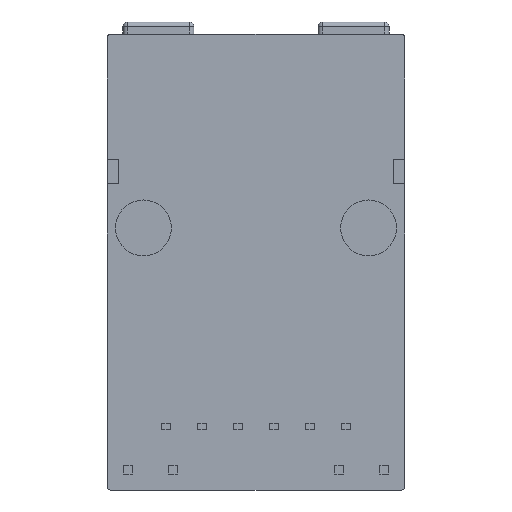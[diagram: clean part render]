
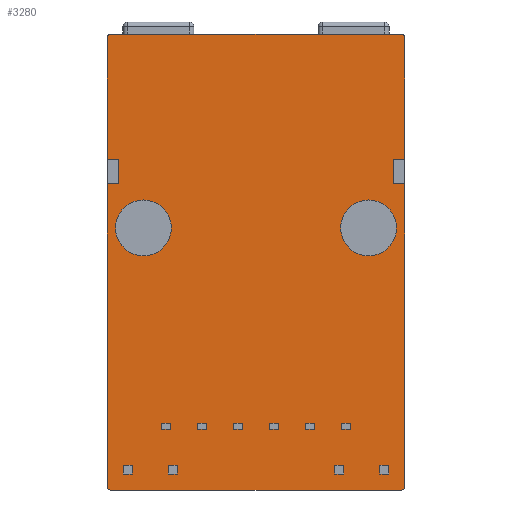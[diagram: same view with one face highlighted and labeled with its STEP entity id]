
A CAD part, front view. The second image highlights one B-rep face of the part: STEP entity #3280.
In plain terms, the highlighted planar face has unit normal (0, -1, 0).
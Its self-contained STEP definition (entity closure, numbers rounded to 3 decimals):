
#99=CIRCLE('',#3534,0.2);
#100=CIRCLE('',#3535,0.2);
#101=CIRCLE('',#3536,0.2);
#102=CIRCLE('',#3537,0.2);
#166=FACE_OUTER_BOUND('',#383,.T.);
#383=EDGE_LOOP('',(#2229,#2230,#2231,#2232,#2233,#2234,#2235,#2236,#2237,
#2238,#2239,#2240,#2241,#2242,#2243,#2244));
#599=LINE('',#4766,#1009);
#620=LINE('',#4807,#1030);
#624=LINE('',#4815,#1034);
#627=LINE('',#4821,#1037);
#631=LINE('',#4829,#1041);
#632=LINE('',#4834,#1042);
#633=LINE('',#4836,#1043);
#634=LINE('',#4838,#1044);
#635=LINE('',#4840,#1045);
#636=LINE('',#4842,#1046);
#637=LINE('',#4846,#1047);
#638=LINE('',#4849,#1048);
#1009=VECTOR('',#3810,10.);
#1030=VECTOR('',#3843,10.);
#1034=VECTOR('',#3849,10.);
#1037=VECTOR('',#3854,10.);
#1041=VECTOR('',#3862,10.);
#1042=VECTOR('',#3867,10.);
#1043=VECTOR('',#3868,10.);
#1044=VECTOR('',#3869,10.);
#1045=VECTOR('',#3870,10.);
#1046=VECTOR('',#3871,10.);
#1047=VECTOR('',#3874,10.);
#1048=VECTOR('',#3877,10.);
#1417=VERTEX_POINT('',#4762);
#1419=VERTEX_POINT('',#4765);
#1432=VERTEX_POINT('',#4805);
#1433=VERTEX_POINT('',#4806);
#1436=VERTEX_POINT('',#4814);
#1438=VERTEX_POINT('',#4820);
#1440=VERTEX_POINT('',#4828);
#1441=VERTEX_POINT('',#4831);
#1442=VERTEX_POINT('',#4833);
#1443=VERTEX_POINT('',#4835);
#1444=VERTEX_POINT('',#4837);
#1445=VERTEX_POINT('',#4839);
#1446=VERTEX_POINT('',#4841);
#1447=VERTEX_POINT('',#4843);
#1448=VERTEX_POINT('',#4845);
#1449=VERTEX_POINT('',#4847);
#1715=EDGE_CURVE('',#1419,#1417,#599,.T.);
#1736=EDGE_CURVE('',#1432,#1433,#620,.T.);
#1740=EDGE_CURVE('',#1433,#1436,#624,.T.);
#1743=EDGE_CURVE('',#1436,#1438,#627,.T.);
#1747=EDGE_CURVE('',#1438,#1440,#631,.T.);
#1748=EDGE_CURVE('',#1419,#1440,#99,.T.);
#1749=EDGE_CURVE('',#1441,#1417,#100,.T.);
#1750=EDGE_CURVE('',#1441,#1442,#632,.T.);
#1751=EDGE_CURVE('',#1442,#1443,#633,.T.);
#1752=EDGE_CURVE('',#1443,#1444,#634,.T.);
#1753=EDGE_CURVE('',#1444,#1445,#635,.T.);
#1754=EDGE_CURVE('',#1445,#1446,#636,.T.);
#1755=EDGE_CURVE('',#1447,#1446,#101,.T.);
#1756=EDGE_CURVE('',#1447,#1448,#637,.T.);
#1757=EDGE_CURVE('',#1449,#1448,#102,.T.);
#1758=EDGE_CURVE('',#1449,#1432,#638,.T.);
#2229=ORIENTED_EDGE('',*,*,#1736,.T.);
#2230=ORIENTED_EDGE('',*,*,#1740,.T.);
#2231=ORIENTED_EDGE('',*,*,#1743,.T.);
#2232=ORIENTED_EDGE('',*,*,#1747,.T.);
#2233=ORIENTED_EDGE('',*,*,#1748,.F.);
#2234=ORIENTED_EDGE('',*,*,#1715,.T.);
#2235=ORIENTED_EDGE('',*,*,#1749,.F.);
#2236=ORIENTED_EDGE('',*,*,#1750,.T.);
#2237=ORIENTED_EDGE('',*,*,#1751,.T.);
#2238=ORIENTED_EDGE('',*,*,#1752,.T.);
#2239=ORIENTED_EDGE('',*,*,#1753,.T.);
#2240=ORIENTED_EDGE('',*,*,#1754,.T.);
#2241=ORIENTED_EDGE('',*,*,#1755,.F.);
#2242=ORIENTED_EDGE('',*,*,#1756,.T.);
#2243=ORIENTED_EDGE('',*,*,#1757,.F.);
#2244=ORIENTED_EDGE('',*,*,#1758,.T.);
#3102=PLANE('',#3533);
#3280=ADVANCED_FACE('',(#166),#3102,.F.);
#3533=AXIS2_PLACEMENT_3D('',#4827,#3860,#3861);
#3534=AXIS2_PLACEMENT_3D('',#4830,#3863,#3864);
#3535=AXIS2_PLACEMENT_3D('',#4832,#3865,#3866);
#3536=AXIS2_PLACEMENT_3D('',#4844,#3872,#3873);
#3537=AXIS2_PLACEMENT_3D('',#4848,#3875,#3876);
#3810=DIRECTION('',(-1.,0.,0.));
#3843=DIRECTION('',(-1.,0.,0.));
#3849=DIRECTION('',(0.,0.,1.));
#3854=DIRECTION('',(1.,0.,0.));
#3860=DIRECTION('center_axis',(0.,1.,0.));
#3861=DIRECTION('ref_axis',(1.,0.,0.));
#3862=DIRECTION('',(0.,0.,1.));
#3863=DIRECTION('center_axis',(0.,1.,0.));
#3864=DIRECTION('ref_axis',(0.707,0.,0.707));
#3865=DIRECTION('center_axis',(0.,1.,0.));
#3866=DIRECTION('ref_axis',(-0.707,0.,0.707));
#3867=DIRECTION('',(0.,0.,-1.));
#3868=DIRECTION('',(1.,0.,0.));
#3869=DIRECTION('',(0.,0.,-1.));
#3870=DIRECTION('',(-1.,0.,0.));
#3871=DIRECTION('',(0.,0.,-1.));
#3872=DIRECTION('center_axis',(0.,1.,0.));
#3873=DIRECTION('ref_axis',(-0.707,0.,-0.707));
#3874=DIRECTION('',(1.,0.,0.));
#3875=DIRECTION('center_axis',(0.,1.,0.));
#3876=DIRECTION('ref_axis',(0.707,0.,-0.707));
#3877=DIRECTION('',(0.,0.,1.));
#4762=CARTESIAN_POINT('',(-8.2,0.,12.85));
#4765=CARTESIAN_POINT('',(8.2,0.,12.85));
#4766=CARTESIAN_POINT('',(8.4,0.,12.85));
#4805=CARTESIAN_POINT('',(8.4,0.,4.41));
#4806=CARTESIAN_POINT('',(7.73,0.,4.41));
#4807=CARTESIAN_POINT('',(3.865,0.,4.41));
#4814=CARTESIAN_POINT('',(7.73,0.,5.79));
#4815=CARTESIAN_POINT('',(7.73,0.,2.895));
#4820=CARTESIAN_POINT('',(8.4,0.,5.79));
#4821=CARTESIAN_POINT('',(4.2,0.,5.79));
#4827=CARTESIAN_POINT('Origin',(0.,0.,0.));
#4828=CARTESIAN_POINT('',(8.4,0.,12.65));
#4829=CARTESIAN_POINT('',(8.4,0.,6.598));
#4830=CARTESIAN_POINT('Origin',(8.2,0.,12.65));
#4831=CARTESIAN_POINT('',(-8.4,0.,12.65));
#4832=CARTESIAN_POINT('Origin',(-8.2,0.,12.65));
#4833=CARTESIAN_POINT('',(-8.4,0.,5.79));
#4834=CARTESIAN_POINT('',(-8.4,0.,12.85));
#4835=CARTESIAN_POINT('',(-7.73,0.,5.79));
#4836=CARTESIAN_POINT('',(-3.865,0.,5.79));
#4837=CARTESIAN_POINT('',(-7.73,0.,4.41));
#4838=CARTESIAN_POINT('',(-7.73,0.,2.205));
#4839=CARTESIAN_POINT('',(-8.4,0.,4.41));
#4840=CARTESIAN_POINT('',(-4.2,0.,4.41));
#4841=CARTESIAN_POINT('',(-8.4,0.,-12.65));
#4842=CARTESIAN_POINT('',(-8.4,0.,12.85));
#4843=CARTESIAN_POINT('',(-8.2,0.,-12.85));
#4844=CARTESIAN_POINT('Origin',(-8.2,0.,-12.65));
#4845=CARTESIAN_POINT('',(8.2,0.,-12.85));
#4846=CARTESIAN_POINT('',(-8.4,0.,-12.85));
#4847=CARTESIAN_POINT('',(8.4,0.,-12.65));
#4848=CARTESIAN_POINT('Origin',(8.2,0.,-12.65));
#4849=CARTESIAN_POINT('',(8.4,0.,6.598));
